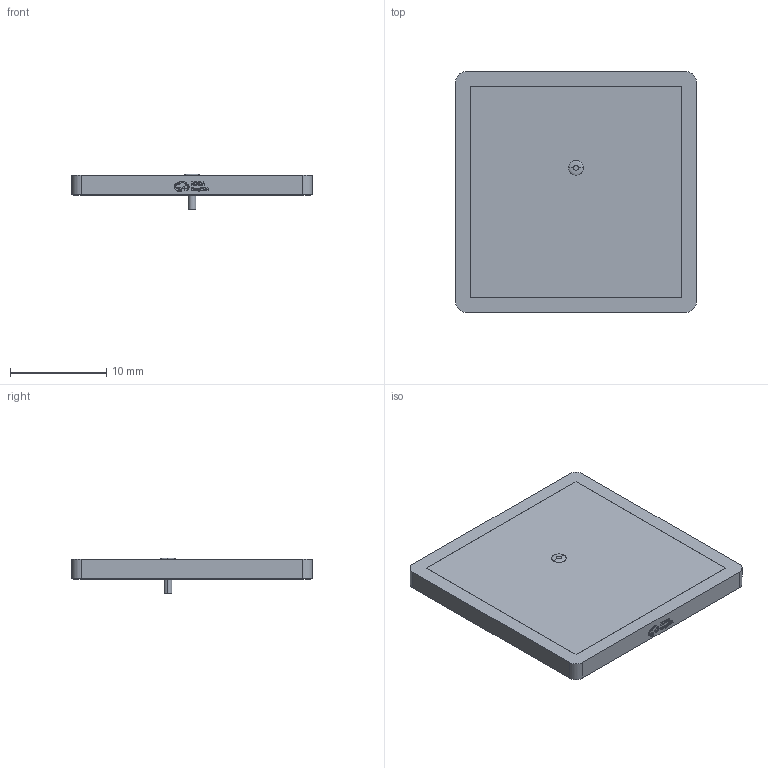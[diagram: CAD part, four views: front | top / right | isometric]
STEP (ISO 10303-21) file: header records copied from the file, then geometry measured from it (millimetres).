
FILE_DESCRIPTION (( 'STEP AP214' ), '1' );
FILE_NAME ('ANT-TH_L25.0-W25.0.STEP', '2022-09-04T01:53:32', ( '' ), ( '' ), 'SwSTEP 2.0', 'SolidWorks 2020', '' );
FILE_SCHEMA (( 'AUTOMOTIVE_DESIGN' ));
Length unit declared in the file: millimetre
Products named in the file (1): ANT-TH_L25.0-W25.0
Bounding box: 25 x 25.01 x 3.71 mm (x, y, z)
Volume: 1314.4 mm3; surface area: 1460.2 mm2
Topology: 1 solids, 1 shells, 259 faces, 697 edges, 464 vertices
Faces by surface type: plane 145, bspline 100, cylinder 12, torus 2
Entity records: 11694 total; most frequent: CARTESIAN_POINT 2985, ORIENTED_EDGE 1394, DIRECTION 839, EDGE_CURVE 697, VERTEX_POINT 464, VECTOR 463, LINE 463, EDGE_LOOP 283
